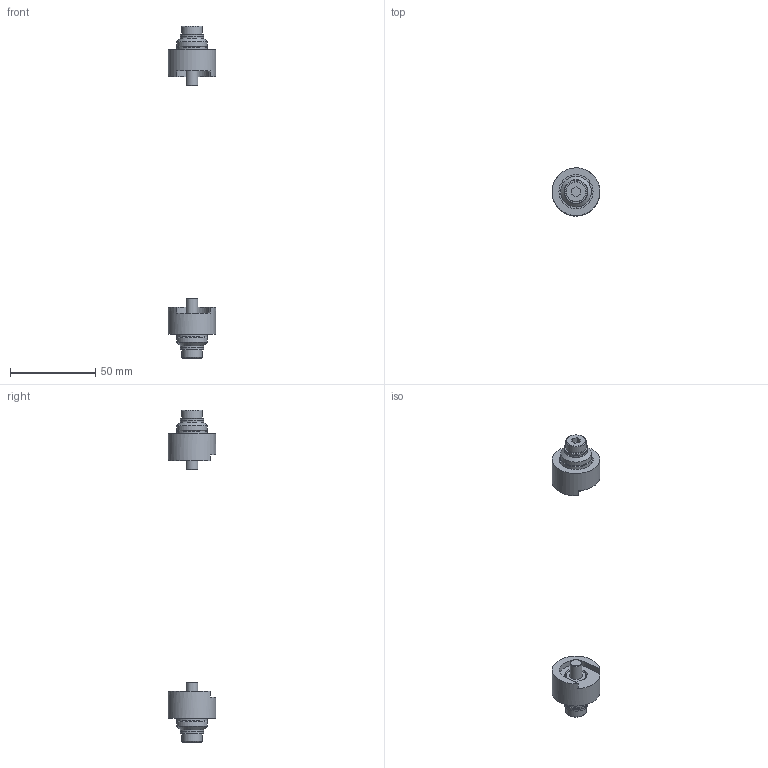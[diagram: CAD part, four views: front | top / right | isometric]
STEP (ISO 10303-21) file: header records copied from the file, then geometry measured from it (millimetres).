
FILE_DESCRIPTION(/* description */ (''),/* implementation_level */ '2;1');
FILE_NAME(/* name */ 'A12-142-Shimano-e-thru-12.stp',/* time_stamp */ '2015-09-24T11:44:48+02:00',/* author */ ('mathias'),/* organization */ (''),/* preprocessor_version */ 'ST-DEVELOPER v15.6',/* originating_system */ 'Autodesk Inventor 2015',/* authorisation */ '');
FILE_SCHEMA (('AUTOMOTIVE_DESIGN { 1 0 10303 214 3 1 1 }'));
Length unit declared in the file: millimetre
Products named in the file (8): A12-Ausfallende-Shimano-E-thru-12-links; A12-Ausfallende-Shimano-E-thru-12-rechts; OA86A; OA90A; OA105N; OA107B; OA108B; A12-142-Shimano-e-thru-12
Bounding box: 28 x 28 x 194.6 mm (x, y, z)
Volume: 21626.4 mm3; surface area: 13719.2 mm2
Topology: 10 solids, 10 shells, 330 faces, 847 edges, 545 vertices
Faces by surface type: plane 270, cone 28, cylinder 28, torus 4
Full cylindrical faces by diameter (mm): 7 x2, 7.1 x2, 7.2 x2, 12 x6, 12.1 x2, 13.5 x4, 18 x4, 20 x2, 28 x2
Entity records: 5464 total; most frequent: DIRECTION 932, CARTESIAN_POINT 909, ORIENTED_EDGE 832, EDGE_CURVE 416, AXIS2_PLACEMENT_3D 313, LINE 306, VECTOR 306, VERTEX_POINT 290
